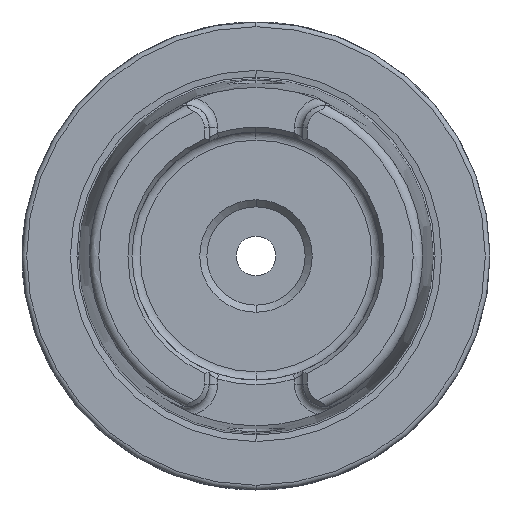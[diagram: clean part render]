
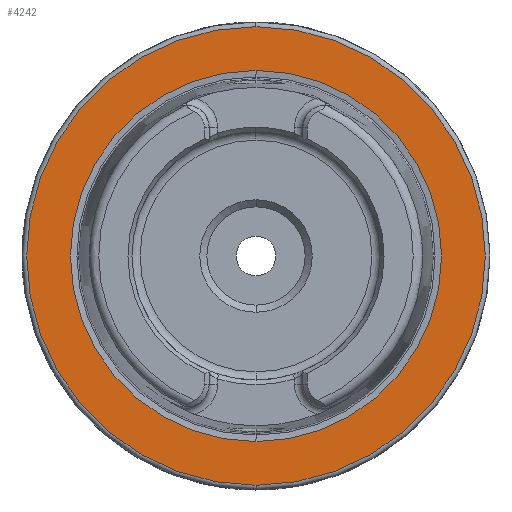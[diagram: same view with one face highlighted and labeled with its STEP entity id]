
A CAD part, left-side view. The second image highlights one B-rep face of the part: STEP entity #4242.
In plain terms, the highlighted planar face has unit normal (-1, 0, 0).
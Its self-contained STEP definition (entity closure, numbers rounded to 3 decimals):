
#389 = EDGE_CURVE ( 'NONE', #5814, #2579, #2470, .T. ) ;
#555 = CARTESIAN_POINT ( 'NONE',  ( 0., 0., 0. ) ) ;
#708 = PLANE ( 'NONE',  #4135 ) ;
#1050 = DIRECTION ( 'NONE',  ( 0., 0., -1. ) ) ;
#1151 = FACE_BOUND ( 'NONE', #1737, .T. ) ;
#1209 = DIRECTION ( 'NONE',  ( -1., 0., 0. ) ) ;
#1271 = ORIENTED_EDGE ( 'NONE', *, *, #389, .T. ) ;
#1534 = DIRECTION ( 'NONE',  ( 0., 0., -1. ) ) ;
#1727 = CARTESIAN_POINT ( 'NONE',  ( 0., 0., -49. ) ) ;
#1737 = EDGE_LOOP ( 'NONE', ( #4212, #1271 ) ) ;
#1981 = DIRECTION ( 'NONE',  ( 1., 0., 0. ) ) ;
#2020 = AXIS2_PLACEMENT_3D ( 'NONE', #4960, #1981, #5468 ) ;
#2036 = CARTESIAN_POINT ( 'NONE',  ( 0., 0., -39.647 ) ) ;
#2406 = EDGE_CURVE ( 'NONE', #2579, #5814, #3710, .T. ) ;
#2470 = CIRCLE ( 'NONE', #4577, 39.647 ) ;
#2579 = VERTEX_POINT ( 'NONE', #4189 ) ;
#2592 = DIRECTION ( 'NONE',  ( 1., 0., 0. ) ) ;
#2649 = CARTESIAN_POINT ( 'NONE',  ( 0., 39.647, 0. ) ) ;
#3231 = CIRCLE ( 'NONE', #2020, 49. ) ;
#3280 = ORIENTED_EDGE ( 'NONE', *, *, #6346, .F. ) ;
#3370 = FACE_OUTER_BOUND ( 'NONE', #6171, .T. ) ;
#3420 = EDGE_CURVE ( 'NONE', #4980, #5217, #3231, .T. ) ;
#3710 = CIRCLE ( 'NONE', #4401, 39.647 ) ;
#3810 = CIRCLE ( 'NONE', #4845, 49. ) ;
#4087 = DIRECTION ( 'NONE',  ( 1., 0., 0. ) ) ;
#4135 = AXIS2_PLACEMENT_3D ( 'NONE', #2649, #1209, #4718 ) ;
#4189 = CARTESIAN_POINT ( 'NONE',  ( 0., 0., 39.647 ) ) ;
#4212 = ORIENTED_EDGE ( 'NONE', *, *, #2406, .T. ) ;
#4242 = ADVANCED_FACE ( 'NONE', ( #1151, #3370 ), #708, .T. ) ;
#4401 = AXIS2_PLACEMENT_3D ( 'NONE', #555, #4087, #1050 ) ;
#4577 = AXIS2_PLACEMENT_3D ( 'NONE', #5544, #5038, #1534 ) ;
#4718 = DIRECTION ( 'NONE',  ( 0., 0., 1. ) ) ;
#4845 = AXIS2_PLACEMENT_3D ( 'NONE', #5551, #2592, #6023 ) ;
#4960 = CARTESIAN_POINT ( 'NONE',  ( 0., 0., 0. ) ) ;
#4980 = VERTEX_POINT ( 'NONE', #1727 ) ;
#5038 = DIRECTION ( 'NONE',  ( 1., 0., 0. ) ) ;
#5217 = VERTEX_POINT ( 'NONE', #5951 ) ;
#5468 = DIRECTION ( 'NONE',  ( 0., 0., -1. ) ) ;
#5544 = CARTESIAN_POINT ( 'NONE',  ( 0., 0., 0. ) ) ;
#5551 = CARTESIAN_POINT ( 'NONE',  ( 0., 0., 0. ) ) ;
#5725 = ORIENTED_EDGE ( 'NONE', *, *, #3420, .F. ) ;
#5814 = VERTEX_POINT ( 'NONE', #2036 ) ;
#5951 = CARTESIAN_POINT ( 'NONE',  ( 0., 0., 49. ) ) ;
#6023 = DIRECTION ( 'NONE',  ( 0., 0., -1. ) ) ;
#6171 = EDGE_LOOP ( 'NONE', ( #5725, #3280 ) ) ;
#6346 = EDGE_CURVE ( 'NONE', #5217, #4980, #3810, .T. ) ;
